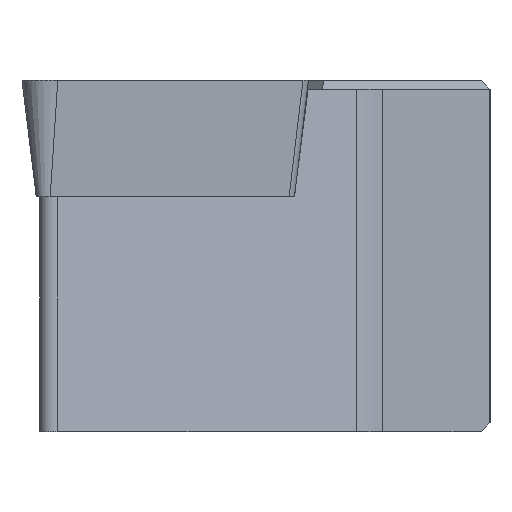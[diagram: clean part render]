
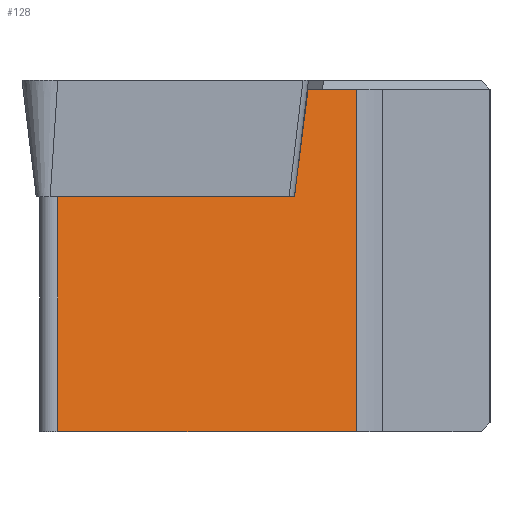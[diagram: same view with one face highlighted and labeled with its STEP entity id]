
A CAD part, left-side view. The second image highlights one B-rep face of the part: STEP entity #128.
In plain terms, the highlighted planar face has unit normal (-0.848, -0.53, 0).
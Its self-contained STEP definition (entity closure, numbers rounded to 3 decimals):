
#128=ADVANCED_FACE('',(#192),#162,.F.);
#162=PLANE('',#723);
#192=FACE_OUTER_BOUND('',#227,.T.);
#227=EDGE_LOOP('',(#288,#289,#290,#291,#292,#293));
#288=ORIENTED_EDGE('',*,*,#507,.F.);
#289=ORIENTED_EDGE('',*,*,#508,.F.);
#290=ORIENTED_EDGE('',*,*,#506,.F.);
#291=ORIENTED_EDGE('',*,*,#509,.F.);
#292=ORIENTED_EDGE('',*,*,#510,.T.);
#293=ORIENTED_EDGE('',*,*,#489,.F.);
#436=VERTEX_POINT('',#935);
#437=VERTEX_POINT('',#937);
#450=VERTEX_POINT('',#967);
#451=VERTEX_POINT('',#969);
#452=VERTEX_POINT('',#973);
#453=VERTEX_POINT('',#976);
#489=EDGE_CURVE('',#436,#437,#573,.T.);
#506=EDGE_CURVE('',#451,#450,#587,.T.);
#507=EDGE_CURVE('',#452,#436,#588,.T.);
#508=EDGE_CURVE('',#450,#452,#589,.T.);
#509=EDGE_CURVE('',#453,#451,#590,.T.);
#510=EDGE_CURVE('',#453,#437,#591,.T.);
#573=LINE('',#936,#645);
#587=LINE('',#970,#659);
#588=LINE('',#972,#660);
#589=LINE('',#974,#661);
#590=LINE('',#975,#662);
#591=LINE('',#977,#663);
#645=VECTOR('',#767,1.);
#659=VECTOR('',#791,1.);
#660=VECTOR('',#794,1.);
#661=VECTOR('',#795,1.);
#662=VECTOR('',#796,1.);
#663=VECTOR('',#797,1.);
#723=AXIS2_PLACEMENT_3D('',#978,#798,#799);
#767=DIRECTION('',(0.53,-0.848,0.));
#791=DIRECTION('',(0.,0.,1.));
#794=DIRECTION('',(0.079,-0.126,0.989));
#795=DIRECTION('',(0.53,-0.848,0.));
#796=DIRECTION('',(-0.53,0.848,0.));
#797=DIRECTION('',(0.,0.,1.));
#798=DIRECTION('',(0.848,0.53,0.));
#799=DIRECTION('',(0.53,-0.848,0.));
#935=CARTESIAN_POINT('',(6.164,6.22,-0.3));
#936=CARTESIAN_POINT('',(0.813,14.783,-0.3));
#937=CARTESIAN_POINT('',(7.199,4.563,-0.3));
#967=CARTESIAN_POINT('',(0.813,14.783,-3.97));
#969=CARTESIAN_POINT('',(0.813,14.783,-12.));
#970=CARTESIAN_POINT('',(0.813,14.783,-30.));
#972=CARTESIAN_POINT('',(3.739,10.1,-30.828));
#973=CARTESIAN_POINT('',(5.873,6.686,-3.97));
#974=CARTESIAN_POINT('',(0.813,14.783,-3.97));
#975=CARTESIAN_POINT('',(0.813,14.783,-12.));
#976=CARTESIAN_POINT('',(7.199,4.563,-12.));
#977=CARTESIAN_POINT('',(7.199,4.563,-30.));
#978=CARTESIAN_POINT('',(0.813,14.783,-30.));
